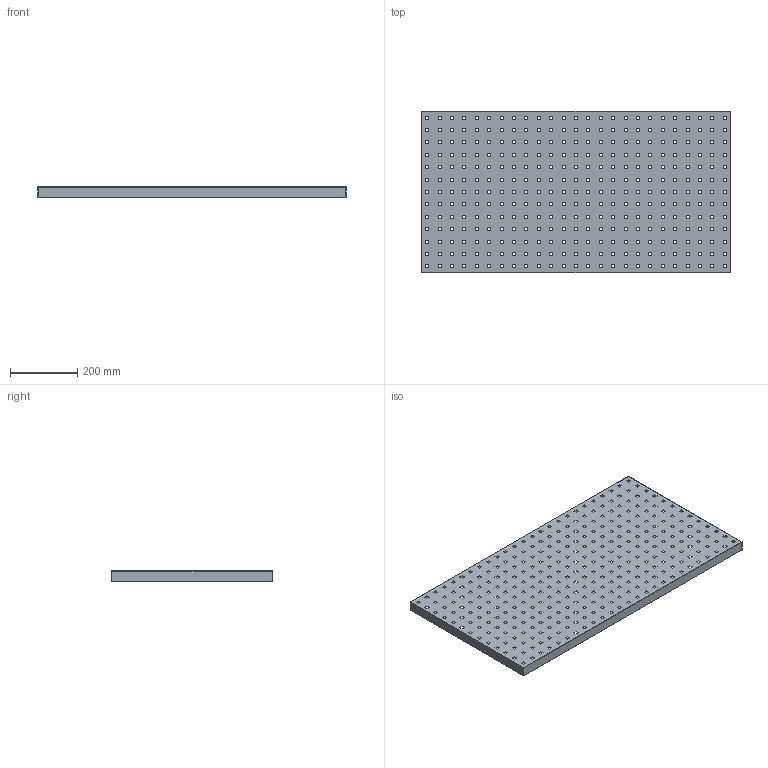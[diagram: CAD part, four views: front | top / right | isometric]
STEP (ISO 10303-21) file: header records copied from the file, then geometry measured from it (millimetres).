
FILE_DESCRIPTION (( 'STEP AP214' ), '1' );
FILE_NAME ('6920530', '2019-02-01T12:49:08', ( '' ), ('JUGARD+KÜNSTNER GmbH'), 'SwSTEP 2.0', 'SolidWorks 2017', '' );
FILE_SCHEMA (( 'AUTOMOTIVE_DESIGN' ));
Length unit declared in the file: millimetre
Products named in the file (1): 6920530_CNAJF00
Bounding box: 920 x 481 x 30 mm (x, y, z)
Volume: 743821.5 mm3; surface area: 1013515 mm2
Topology: 1 solids, 1 shells, 1311 faces, 3924 edges, 2616 vertices
Faces by surface type: plane 1311
Entity records: 44532 total; most frequent: CARTESIAN_POINT 7852, ORIENTED_EDGE 7848, DIRECTION 6548, VECTOR 3924, LINE 3924, EDGE_CURVE 3924, VERTEX_POINT 2616, EDGE_LOOP 1962
